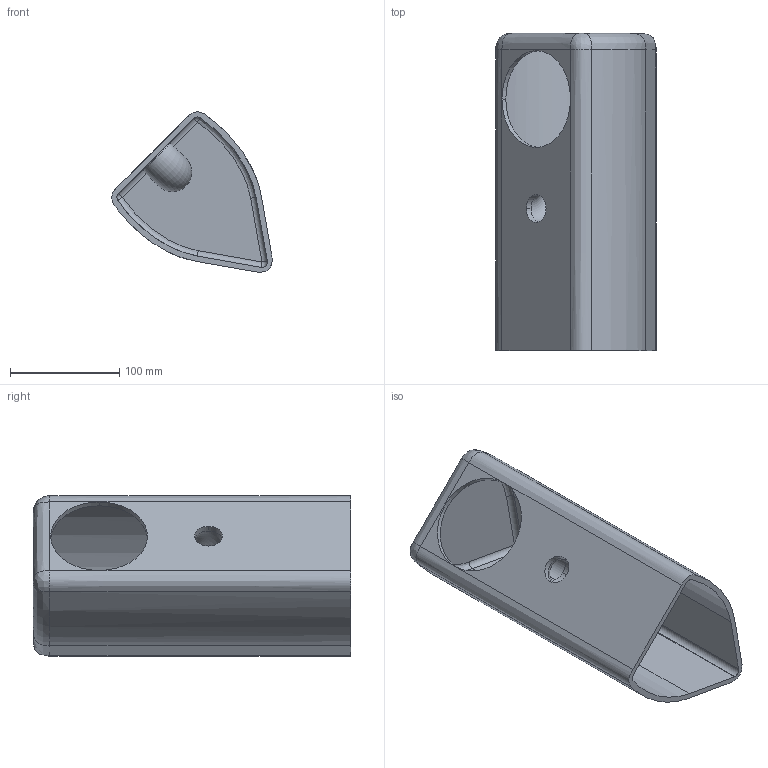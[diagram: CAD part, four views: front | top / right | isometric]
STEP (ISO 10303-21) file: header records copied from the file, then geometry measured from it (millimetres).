
FILE_DESCRIPTION (( 'STEP AP214' ), '1' );
FILE_NAME ('Teardrop speaker.STEP', '2018-12-21T05:06:36', ( '' ), ( '' ), 'SwSTEP 2.0', 'SolidWorks 2017', '' );
FILE_SCHEMA (( 'AUTOMOTIVE_DESIGN' ));
Length unit declared in the file: millimetre
Products named in the file (1): Teardrop speaker
Bounding box: 146.43 x 289.73 x 146.43 mm (x, y, z)
Volume: 668280.8 mm3; surface area: 274675.9 mm2
Topology: 1 solids, 1 shells, 55 faces, 134 edges, 80 vertices
Faces by surface type: cylinder 20, bspline 17, plane 12, torus 3, sphere 3
Entity records: 3630 total; most frequent: CARTESIAN_POINT 2409, ORIENTED_EDGE 262, DIRECTION 221, EDGE_CURVE 131, AXIS2_PLACEMENT_3D 89, VERTEX_POINT 80, EDGE_LOOP 61, ADVANCED_FACE 55
